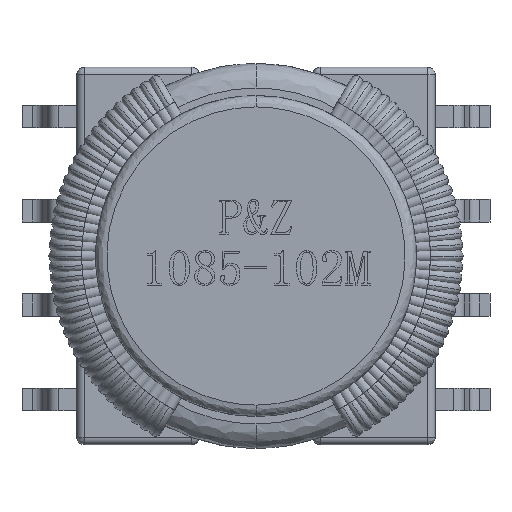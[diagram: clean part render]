
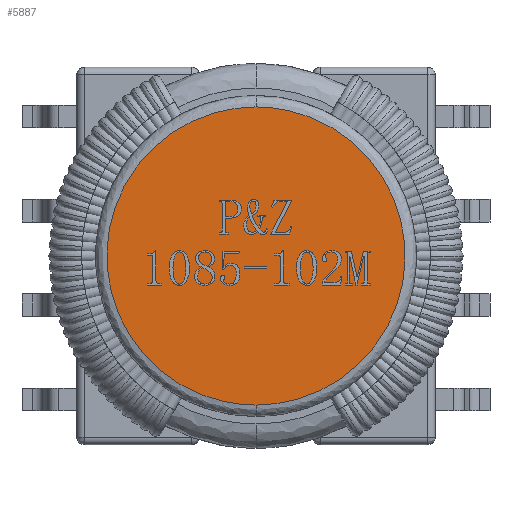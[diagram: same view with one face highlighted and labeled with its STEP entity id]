
A CAD part, front view. The second image highlights one B-rep face of the part: STEP entity #5887.
In plain terms, the highlighted free-form (B-spline) face has degree [1, 1] with [2, 2] control points.
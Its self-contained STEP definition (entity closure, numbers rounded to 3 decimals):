
#5701 = VERTEX_POINT('',#5702);
#5702 = CARTESIAN_POINT('',(0.,-10.156,
    4.983));
#5708 = EDGE_CURVE('',#5709,#5701,#5711,.T.);
#5709 = VERTEX_POINT('',#5710);
#5710 = CARTESIAN_POINT('',(0.,-10.156,-4.983));
#5711 = ( BOUNDED_CURVE() B_SPLINE_CURVE(2,(#5712,#5713,#5714,#5715,
#5716),.UNSPECIFIED.,.F.,.F.) B_SPLINE_CURVE_WITH_KNOTS((3,2,3),(0.,
1.571,3.142),.PIECEWISE_BEZIER_KNOTS.) CURVE() 
GEOMETRIC_REPRESENTATION_ITEM() RATIONAL_B_SPLINE_CURVE((1.,
0.707,1.,0.707,1.)) REPRESENTATION_ITEM('') );
#5712 = CARTESIAN_POINT('',(0.,-10.156,-4.983));
#5713 = CARTESIAN_POINT('',(4.983,-10.156,
    -4.983));
#5714 = CARTESIAN_POINT('',(4.983,-10.156,
    0.));
#5715 = CARTESIAN_POINT('',(4.983,-10.156,4.983
    ));
#5716 = CARTESIAN_POINT('',(0.,-10.156,
    4.983));
#5887 = ADVANCED_FACE('',(#5888),#5899,.T.);
#5888 = FACE_BOUND('',#5889,.T.);
#5889 = EDGE_LOOP('',(#5890,#5891));
#5890 = ORIENTED_EDGE('',*,*,#5708,.T.);
#5891 = ORIENTED_EDGE('',*,*,#5892,.T.);
#5892 = EDGE_CURVE('',#5701,#5709,#5893,.T.);
#5893 = ( BOUNDED_CURVE() B_SPLINE_CURVE(2,(#5894,#5895,#5896,#5897,
#5898),.UNSPECIFIED.,.F.,.F.) B_SPLINE_CURVE_WITH_KNOTS((3,2,3),(
    3.142,4.712,6.283),
.PIECEWISE_BEZIER_KNOTS.) CURVE() GEOMETRIC_REPRESENTATION_ITEM() 
RATIONAL_B_SPLINE_CURVE((1.,0.707,1.,0.707,1.)) 
REPRESENTATION_ITEM('') );
#5894 = CARTESIAN_POINT('',(0.,-10.156,
    4.983));
#5895 = CARTESIAN_POINT('',(-4.983,-10.156,
    4.983));
#5896 = CARTESIAN_POINT('',(-4.983,-10.156,
    0.));
#5897 = CARTESIAN_POINT('',(-4.983,-10.156,
    -4.983));
#5898 = CARTESIAN_POINT('',(0.,-10.156,
    -4.983));
#5899 = B_SPLINE_SURFACE_WITH_KNOTS('',1,1,(
    (#5900,#5901)
    ,(#5902,#5903
    )),.UNSPECIFIED.,.F.,.F.,.F.,(2,2),(2,2),(-3.95,3.95),(-3.95,3.95),
  .PIECEWISE_BEZIER_KNOTS.);
#5900 = CARTESIAN_POINT('',(-4.983,-10.156,
    4.983));
#5901 = CARTESIAN_POINT('',(4.983,-10.156,4.983
    ));
#5902 = CARTESIAN_POINT('',(-4.983,-10.156,
    -4.983));
#5903 = CARTESIAN_POINT('',(4.983,-10.156,
    -4.983));
